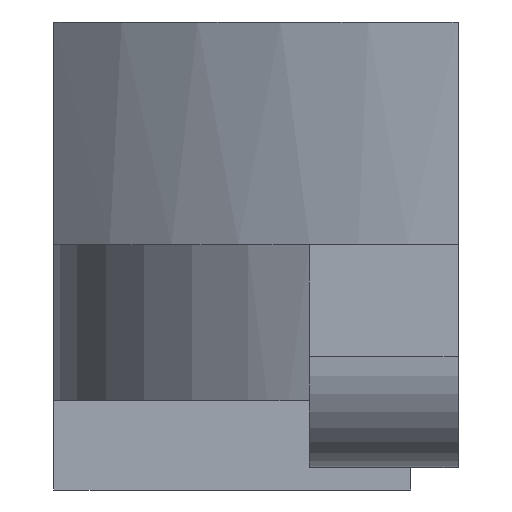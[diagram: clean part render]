
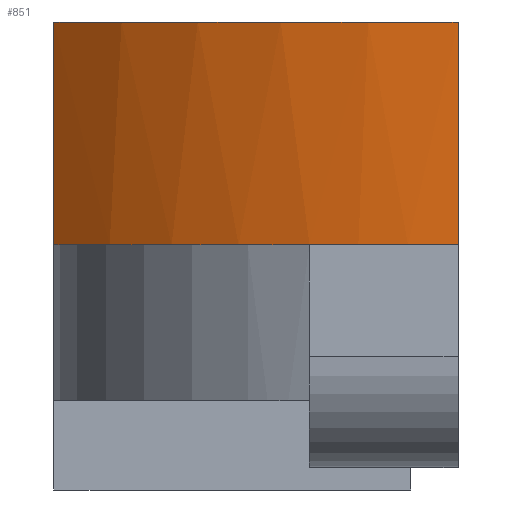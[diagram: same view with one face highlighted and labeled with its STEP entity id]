
A CAD part, left-side view. The second image highlights one B-rep face of the part: STEP entity #851.
In plain terms, the highlighted cylindrical face has radius 19.25 mm (diameter 38.5 mm), a partial arc.
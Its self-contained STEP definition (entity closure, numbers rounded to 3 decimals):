
#24=CYLINDRICAL_SURFACE('',#940,19.25);
#68=FACE_OUTER_BOUND('',#118,.T.);
#118=EDGE_LOOP('',(#723,#724,#725,#726,#727));
#132=CIRCLE('',#884,19.25);
#145=CIRCLE('',#915,19.25);
#157=CIRCLE('',#941,19.25);
#204=LINE('',#1307,#292);
#243=LINE('',#1427,#331);
#292=VECTOR('',#1033,10.);
#331=VECTOR('',#1170,10.);
#361=VERTEX_POINT('',#1259);
#362=VERTEX_POINT('',#1260);
#379=VERTEX_POINT('',#1305);
#399=VERTEX_POINT('',#1372);
#411=VERTEX_POINT('',#1426);
#441=EDGE_CURVE('',#361,#362,#132,.T.);
#465=EDGE_CURVE('',#379,#361,#204,.T.);
#498=EDGE_CURVE('',#362,#399,#145,.T.);
#526=EDGE_CURVE('',#411,#399,#243,.T.);
#527=EDGE_CURVE('',#379,#411,#157,.T.);
#723=ORIENTED_EDGE('',*,*,#526,.T.);
#724=ORIENTED_EDGE('',*,*,#498,.F.);
#725=ORIENTED_EDGE('',*,*,#441,.F.);
#726=ORIENTED_EDGE('',*,*,#465,.F.);
#727=ORIENTED_EDGE('',*,*,#527,.T.);
#851=ADVANCED_FACE('',(#68),#24,.T.);
#884=AXIS2_PLACEMENT_3D('',#1261,#996,#997);
#915=AXIS2_PLACEMENT_3D('',#1373,#1102,#1103);
#940=AXIS2_PLACEMENT_3D('',#1425,#1168,#1169);
#941=AXIS2_PLACEMENT_3D('',#1428,#1171,#1172);
#996=DIRECTION('center_axis',(0.,0.,-1.));
#997=DIRECTION('ref_axis',(0.,1.,0.));
#1033=DIRECTION('',(0.,0.,-1.));
#1102=DIRECTION('center_axis',(0.,0.,-1.));
#1103=DIRECTION('ref_axis',(0.,1.,0.));
#1168=DIRECTION('center_axis',(0.,0.,-1.));
#1169=DIRECTION('ref_axis',(0.,1.,0.));
#1170=DIRECTION('',(0.,0.,-1.));
#1171=DIRECTION('center_axis',(0.,0.,-1.));
#1172=DIRECTION('ref_axis',(0.,1.,0.));
#1259=CARTESIAN_POINT('',(-36.998,5.5,35.85));
#1260=CARTESIAN_POINT('',(-36.27,10.5,35.85));
#1261=CARTESIAN_POINT('Origin',(-17.75,5.25,35.85));
#1305=CARTESIAN_POINT('',(-36.998,5.5,43.35));
#1307=CARTESIAN_POINT('',(-36.998,5.5,43.35));
#1372=CARTESIAN_POINT('',(-31.119,19.1,35.85));
#1373=CARTESIAN_POINT('Origin',(-17.75,5.25,35.85));
#1425=CARTESIAN_POINT('Origin',(-17.75,5.25,39.6));
#1426=CARTESIAN_POINT('',(-31.119,19.1,43.35));
#1427=CARTESIAN_POINT('',(-31.119,19.1,39.6));
#1428=CARTESIAN_POINT('Origin',(-17.75,5.25,43.35));
